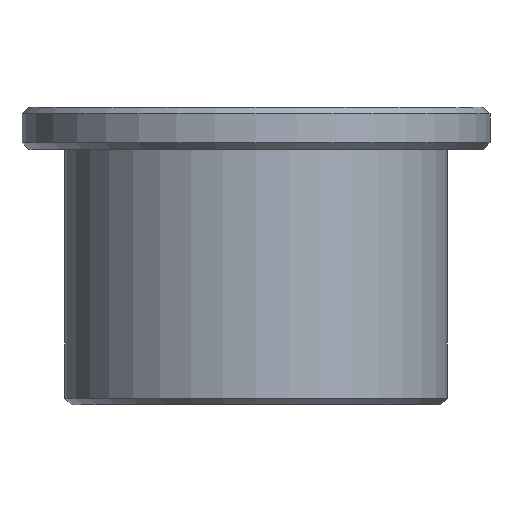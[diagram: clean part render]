
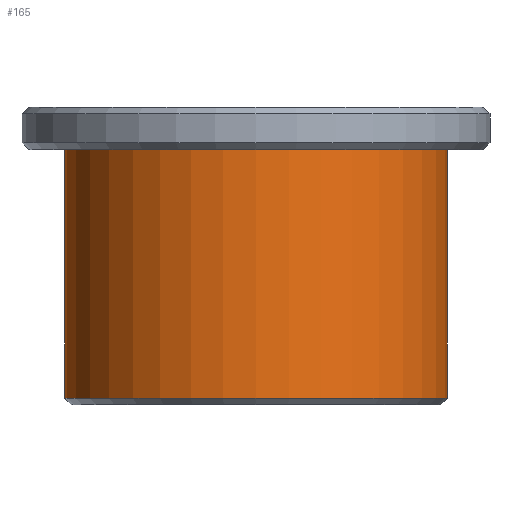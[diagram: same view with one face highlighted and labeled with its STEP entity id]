
A CAD part, front view. The second image highlights one B-rep face of the part: STEP entity #165.
In plain terms, the highlighted cylindrical face has radius 22.5 mm (diameter 45 mm), a full revolution.
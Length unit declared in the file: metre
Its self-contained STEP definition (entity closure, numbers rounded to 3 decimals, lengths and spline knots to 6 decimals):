
#165=ADVANCED_FACE('',(#204,#205),#206,.T.);
#204=FACE_OUTER_BOUND('',#4473,.T.);
#205=FACE_OUTER_BOUND('',#4474,.T.);
#206=CYLINDRICAL_SURFACE('',#4475,0.0225);
#4473=EDGE_LOOP('',(#8777));
#4474=EDGE_LOOP('',(#8778));
#4475=AXIS2_PLACEMENT_3D('',#8779,#8780,#8781);
#8777=ORIENTED_EDGE('',*,*,#8817,.T.);
#8778=ORIENTED_EDGE('',*,*,#8816,.F.);
#8779=CARTESIAN_POINT('',(0.0,0.0,0.0));
#8780=DIRECTION('',(0.0,0.,-1.0));
#8781=DIRECTION('',(0.0,1.0,0.));
#8816=EDGE_CURVE('',#8855,#8855,#8856,.T.);
#8817=EDGE_CURVE('',#8857,#8857,#8858,.T.);
#8855=VERTEX_POINT('',#9001);
#8856=CIRCLE('',#9002,0.0225);
#8857=VERTEX_POINT('',#9003);
#8858=CIRCLE('',#9004,0.0225);
#9001=CARTESIAN_POINT('',(0.0,0.0225,0.0008));
#9002=AXIS2_PLACEMENT_3D('',#9047,#9048,#9049);
#9003=CARTESIAN_POINT('',(0.0,0.0225,0.03));
#9004=AXIS2_PLACEMENT_3D('',#9050,#9051,#9052);
#9047=CARTESIAN_POINT('',(0.0,0.0,0.0008));
#9048=DIRECTION('',(0.0,0.,-1.0));
#9049=DIRECTION('',(0.0,1.0,0.));
#9050=CARTESIAN_POINT('',(0.0,0.0,0.03));
#9051=DIRECTION('',(0.0,0.,-1.0));
#9052=DIRECTION('',(0.0,1.0,0.));
